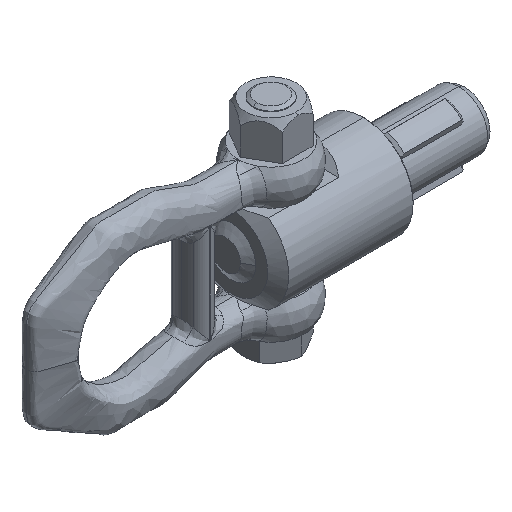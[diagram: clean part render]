
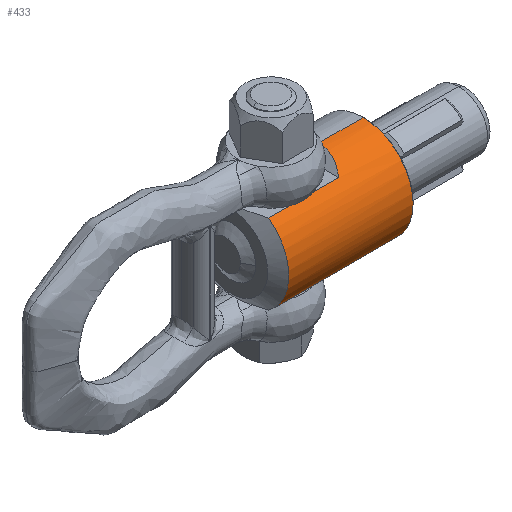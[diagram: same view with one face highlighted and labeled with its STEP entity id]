
A CAD part, isometric view. The second image highlights one B-rep face of the part: STEP entity #433.
In plain terms, the highlighted cylindrical face has radius 22.5 mm (diameter 45 mm), a partial arc.
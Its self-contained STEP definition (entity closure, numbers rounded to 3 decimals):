
#433=ADVANCED_FACE('',(#918),#919,.T.);
#918=FACE_OUTER_BOUND('',#11904,.T.);
#919=CYLINDRICAL_SURFACE('',#11905,22.5);
#11904=EDGE_LOOP('',(#13048,#13049,#13050,#13051,#13052,#13053,#13054,#13055));
#11905=AXIS2_PLACEMENT_3D('',#13056,#13057,#13058);
#13048=ORIENTED_EDGE('',*,*,#13878,.T.);
#13049=ORIENTED_EDGE('',*,*,#13983,.T.);
#13050=ORIENTED_EDGE('',*,*,#13984,.T.);
#13051=ORIENTED_EDGE('',*,*,#13979,.F.);
#13052=ORIENTED_EDGE('',*,*,#13985,.T.);
#13053=ORIENTED_EDGE('',*,*,#13986,.T.);
#13054=ORIENTED_EDGE('',*,*,#13880,.T.);
#13055=ORIENTED_EDGE('',*,*,#13975,.T.);
#13056=CARTESIAN_POINT('',(0.0,0.0,0.0));
#13057=DIRECTION('',(1.0,-0.0,0.0));
#13058=DIRECTION('',(0.0,0.0,1.0));
#13878=EDGE_CURVE('',#14662,#14663,#14664,.T.);
#13880=EDGE_CURVE('',#14667,#14665,#14668,.T.);
#13975=EDGE_CURVE('',#14665,#14662,#14834,.T.);
#13979=EDGE_CURVE('',#14837,#14839,#14840,.T.);
#13983=EDGE_CURVE('',#14663,#14844,#14845,.T.);
#13984=EDGE_CURVE('',#14844,#14839,#14846,.T.);
#13985=EDGE_CURVE('',#14837,#14847,#14848,.T.);
#13986=EDGE_CURVE('',#14847,#14667,#14849,.T.);
#14662=VERTEX_POINT('',#21626);
#14663=VERTEX_POINT('',#21627);
#14664=LINE('',#21628,#21629);
#14665=VERTEX_POINT('',#21630);
#14667=VERTEX_POINT('',#21632);
#14668=LINE('',#21633,#21634);
#14834=CIRCLE('',#21956,22.5);
#14837=VERTEX_POINT('',#21959);
#14839=VERTEX_POINT('',#21970);
#14840=CIRCLE('',#21971,22.5);
#14844=VERTEX_POINT('',#21984);
#14845=ELLIPSE('',#21985,31.82,22.5);
#14846=LINE('',#21986,#21987);
#14847=VERTEX_POINT('',#21988);
#14848=LINE('',#21989,#21990);
#14849=ELLIPSE('',#21991,31.82,22.5);
#21626=CARTESIAN_POINT('',(59.5,0.0,22.5));
#21627=CARTESIAN_POINT('',(39.5,0.,22.5));
#21628=CARTESIAN_POINT('',(31.482,0.,22.5));
#21629=VECTOR('',#22652,1.0);
#21630=CARTESIAN_POINT('',(59.5,0.,-22.5));
#21632=CARTESIAN_POINT('',(39.5,0.,-22.5));
#21633=CARTESIAN_POINT('',(0.0,0.,-22.5));
#21634=VECTOR('',#22656,22.5);
#21956=AXIS2_PLACEMENT_3D('',#22801,#22802,#22803);
#21959=CARTESIAN_POINT('',(3.464,-13.5,-18.0));
#21970=CARTESIAN_POINT('',(3.464,-13.5,18.0));
#21971=AXIS2_PLACEMENT_3D('',#22807,#22808,#22809);
#21984=CARTESIAN_POINT('',(35.0,-13.5,18.0));
#21985=AXIS2_PLACEMENT_3D('',#22813,#22814,#22815);
#21986=CARTESIAN_POINT('',(0.0,-13.5,18.0));
#21987=VECTOR('',#22816,1000.0);
#21988=CARTESIAN_POINT('',(35.0,-13.5,-18.0));
#21989=CARTESIAN_POINT('',(0.0,-13.5,-18.0));
#21990=VECTOR('',#22817,1000.0);
#21991=AXIS2_PLACEMENT_3D('',#22818,#22819,#22820);
#22652=DIRECTION('',(-1.0,0.0,-0.0));
#22656=DIRECTION('',(1.0,0.0,0.0));
#22801=CARTESIAN_POINT('',(59.5,0.0,0.0));
#22802=DIRECTION('',(-1.0,0.0,0.0));
#22803=DIRECTION('',(0.0,0.0,1.0));
#22807=CARTESIAN_POINT('',(3.464,0.0,0.0));
#22808=DIRECTION('',(-1.0,0.0,0.0));
#22809=DIRECTION('',(0.0,0.0,1.0));
#22813=CARTESIAN_POINT('',(17.,0.,0.));
#22814=DIRECTION('',(0.707,0.,-0.707));
#22815=DIRECTION('',(0.707,0.,0.707));
#22816=DIRECTION('',(-1.0,0.0,0.0));
#22817=DIRECTION('',(1.0,0.0,0.0));
#22818=CARTESIAN_POINT('',(17.,0.,0.));
#22819=DIRECTION('',(0.707,0.,0.707));
#22820=DIRECTION('',(0.707,0.,-0.707));
